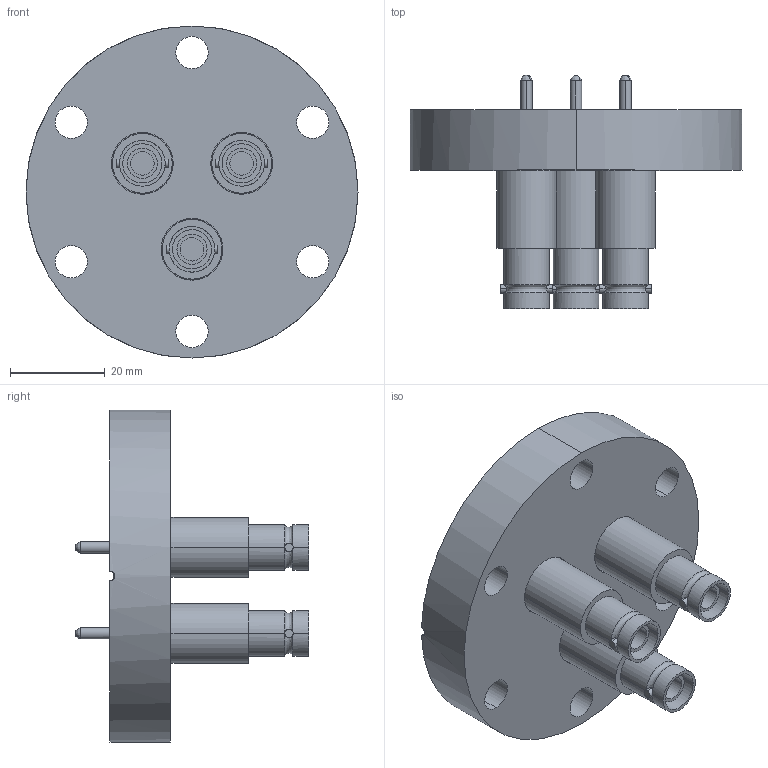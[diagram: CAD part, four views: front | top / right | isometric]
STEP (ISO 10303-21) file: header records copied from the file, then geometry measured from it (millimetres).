
FILE_DESCRIPTION (( 'STEP AP214' ), '1' );
FILE_NAME ('241-SHV-C40-3.STEP', '2019-05-15T14:20:23', ( '' ), ( '' ), 'SwSTEP 2.0', 'SolidWorks 2014', '' );
FILE_SCHEMA (( 'AUTOMOTIVE_DESIGN' ));
Length unit declared in the file: millimetre
Products named in the file (3): 241-SHV; 9418-C40-12.6-X_9418-C40-12.6-3; 241-SHV-C40-3
Assembly tree (4 placements, depth 2):
  241-SHV-C40-3
    9418-C40-12.6-X_9418-C40-12.6-3
    241-SHV  x3
Bounding box: 69.9 x 49.15 x 69.9 mm (x, y, z)
Volume: 46319.5 mm3; surface area: 24397.9 mm2
Topology: 13 solids, 13 shells, 179 faces, 413 edges, 272 vertices
Faces by surface type: cylinder 102, plane 49, bspline 18, cone 10
Entity records: 3107 total; most frequent: CARTESIAN_POINT 878, DIRECTION 466, ORIENTED_EDGE 410, EDGE_CURVE 205, AXIS2_PLACEMENT_3D 202, VERTEX_POINT 136, CIRCLE 114, EDGE_LOOP 113
